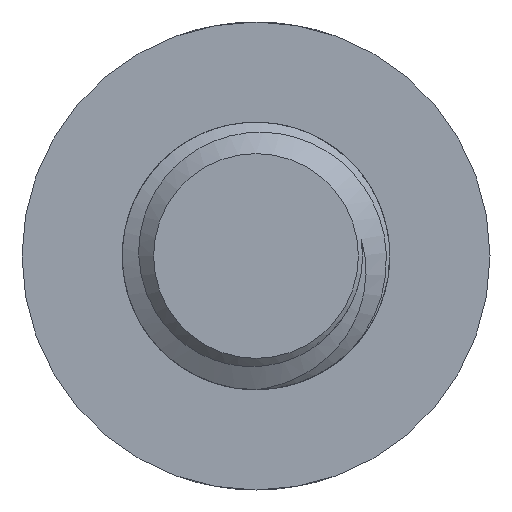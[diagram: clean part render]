
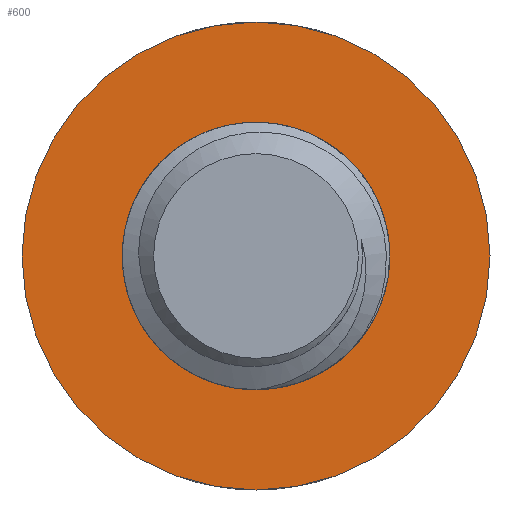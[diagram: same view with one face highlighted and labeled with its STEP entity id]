
A CAD part, left-side view. The second image highlights one B-rep face of the part: STEP entity #600.
In plain terms, the highlighted face is planar.
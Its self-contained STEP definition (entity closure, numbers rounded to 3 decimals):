
#23=PLANE('',#666);
#33=FACE_BOUND('',#129,.T.);
#61=B_SPLINE_CURVE_WITH_KNOTS('',3,(#2067,#2068,#2069,#2070,#2071,#2072,
#2073,#2074,#2075,#2076,#2077,#2078,#2079,#2080,#2081,#2082,#2083,#2084,
#2085,#2086),.UNSPECIFIED.,.F.,.F.,(4,2,2,2,2,2,2,2,2,4),(-0.451,
-0.384,-0.317,-0.28,-0.214,
-0.181,-0.147,-0.081,-0.047,
0.),.UNSPECIFIED.);
#62=B_SPLINE_CURVE_WITH_KNOTS('',3,(#2381,#2382,#2383,#2384,#2385,#2386,
#2387,#2388,#2389,#2390,#2391,#2392,#2393,#2394,#2395,#2396,#2397,#2398),
 .UNSPECIFIED.,.F.,.F.,(4,2,2,2,2,2,2,2,4),(-0.406,-0.344,
-0.285,-0.255,-0.226,-0.168,
-0.135,-0.075,0.),.UNSPECIFIED.);
#88=FACE_OUTER_BOUND('',#128,.T.);
#128=EDGE_LOOP('',(#512));
#129=EDGE_LOOP('',(#513,#514,#515,#516));
#142=CIRCLE('',#629,3.188);
#144=CIRCLE('',#639,4.);
#147=CIRCLE('',#650,7.);
#240=VERTEX_POINT('',#823);
#241=VERTEX_POINT('',#841);
#259=VERTEX_POINT('',#1130);
#260=VERTEX_POINT('',#1151);
#276=VERTEX_POINT('',#1635);
#295=EDGE_CURVE('',#241,#240,#142,.T.);
#321=EDGE_CURVE('',#259,#260,#144,.T.);
#345=EDGE_CURVE('',#276,#276,#147,.T.);
#356=EDGE_CURVE('',#240,#260,#61,.T.);
#358=EDGE_CURVE('',#259,#241,#62,.T.);
#512=ORIENTED_EDGE('',*,*,#345,.F.);
#513=ORIENTED_EDGE('',*,*,#321,.F.);
#514=ORIENTED_EDGE('',*,*,#358,.T.);
#515=ORIENTED_EDGE('',*,*,#295,.T.);
#516=ORIENTED_EDGE('',*,*,#356,.T.);
#600=ADVANCED_FACE('',(#88,#33),#23,.F.);
#629=AXIS2_PLACEMENT_3D('',#842,#687,#688);
#639=AXIS2_PLACEMENT_3D('',#1152,#715,#716);
#650=AXIS2_PLACEMENT_3D('',#1637,#744,#745);
#666=AXIS2_PLACEMENT_3D('',#2409,#777,#778);
#687=DIRECTION('center_axis',(0.,0.,
1.));
#688=DIRECTION('ref_axis',(0.,-1.,0.));
#715=DIRECTION('center_axis',(0.,0.,-1.));
#716=DIRECTION('ref_axis',(0.,1.,0.));
#744=DIRECTION('center_axis',(0.,0.,1.));
#745=DIRECTION('ref_axis',(0.,-1.,0.));
#777=DIRECTION('center_axis',(0.,0.,1.));
#778=DIRECTION('ref_axis',(0.,-1.,0.));
#823=CARTESIAN_POINT('',(0.,-3.188,-4.3));
#841=CARTESIAN_POINT('',(-2.254,-2.254,-4.3));
#842=CARTESIAN_POINT('Origin',(0.,0.,
-4.3));
#1130=CARTESIAN_POINT('',(0.,4.,-4.3));
#1151=CARTESIAN_POINT('',(2.828,2.828,-4.3));
#1152=CARTESIAN_POINT('Origin',(0.,0.,-4.3));
#1635=CARTESIAN_POINT('',(0.,7.,-4.3));
#1637=CARTESIAN_POINT('Origin',(0.,0.,-4.3));
#2067=CARTESIAN_POINT('Ctrl Pts',(0.,-3.188,
-4.3));
#2068=CARTESIAN_POINT('Ctrl Pts',(0.36,-3.225,-4.3));
#2069=CARTESIAN_POINT('Ctrl Pts',(0.724,-3.203,-4.3));
#2070=CARTESIAN_POINT('Ctrl Pts',(1.436,-3.039,-4.3));
#2071=CARTESIAN_POINT('Ctrl Pts',(1.778,-2.898,-4.3));
#2072=CARTESIAN_POINT('Ctrl Pts',(2.258,-2.597,-4.3));
#2073=CARTESIAN_POINT('Ctrl Pts',(2.442,-2.461,-4.3));
#2074=CARTESIAN_POINT('Ctrl Pts',(2.965,-1.964,-4.3));
#2075=CARTESIAN_POINT('Ctrl Pts',(3.235,-1.583,-4.3));
#2076=CARTESIAN_POINT('Ctrl Pts',(3.521,-0.95,-4.3));
#2077=CARTESIAN_POINT('Ctrl Pts',(3.596,-0.729,-4.3));
#2078=CARTESIAN_POINT('Ctrl Pts',(3.704,-0.267,-4.3));
#2079=CARTESIAN_POINT('Ctrl Pts',(3.734,-0.029,
-4.3));
#2080=CARTESIAN_POINT('Ctrl Pts',(3.757,0.675,-4.3));
#2081=CARTESIAN_POINT('Ctrl Pts',(3.688,1.137,-4.3));
#2082=CARTESIAN_POINT('Ctrl Pts',(3.463,1.799,-4.3));
#2083=CARTESIAN_POINT('Ctrl Pts',(3.367,2.014,-4.3));
#2084=CARTESIAN_POINT('Ctrl Pts',(3.093,2.504,-4.3));
#2085=CARTESIAN_POINT('Ctrl Pts',(2.93,2.709,-4.3));
#2086=CARTESIAN_POINT('Ctrl Pts',(2.828,2.828,-4.3));
#2381=CARTESIAN_POINT('Ctrl Pts',(0.,4.,
-4.3));
#2382=CARTESIAN_POINT('Ctrl Pts',(-0.482,3.961,-4.3));
#2383=CARTESIAN_POINT('Ctrl Pts',(-0.953,3.831,-4.3));
#2384=CARTESIAN_POINT('Ctrl Pts',(-1.803,3.413,-4.3));
#2385=CARTESIAN_POINT('Ctrl Pts',(-2.178,3.135,-4.3));
#2386=CARTESIAN_POINT('Ctrl Pts',(-2.659,2.622,-4.3));
#2387=CARTESIAN_POINT('Ctrl Pts',(-2.807,2.432,-4.3));
#2388=CARTESIAN_POINT('Ctrl Pts',(-3.057,2.029,-4.3));
#2389=CARTESIAN_POINT('Ctrl Pts',(-3.161,1.821,-4.3));
#2390=CARTESIAN_POINT('Ctrl Pts',(-3.407,1.171,-4.3));
#2391=CARTESIAN_POINT('Ctrl Pts',(-3.485,0.71,-4.3));
#2392=CARTESIAN_POINT('Ctrl Pts',(-3.467,-0.011,
-4.3));
#2393=CARTESIAN_POINT('Ctrl Pts',(-3.434,-0.237,-4.3));
#2394=CARTESIAN_POINT('Ctrl Pts',(-3.307,-0.79,
-4.3));
#2395=CARTESIAN_POINT('Ctrl Pts',(-3.165,-1.132,-4.3));
#2396=CARTESIAN_POINT('Ctrl Pts',(-2.724,-1.837,-4.3));
#2397=CARTESIAN_POINT('Ctrl Pts',(-2.449,-2.096,-4.3));
#2398=CARTESIAN_POINT('Ctrl Pts',(-2.254,-2.254,-4.3));
#2409=CARTESIAN_POINT('Origin',(0.,-7.,-4.3));
